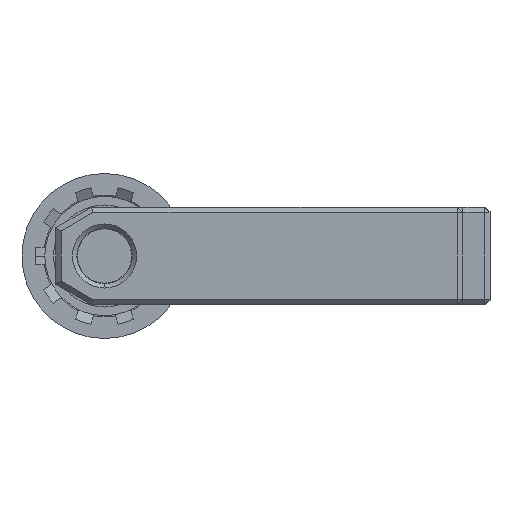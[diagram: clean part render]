
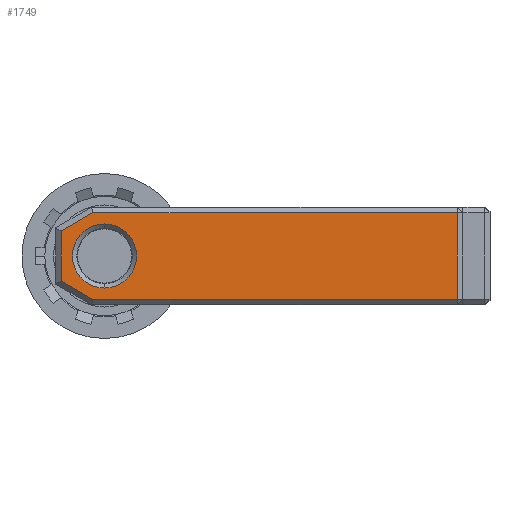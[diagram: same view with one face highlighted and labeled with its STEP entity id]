
A CAD part, left-side view. The second image highlights one B-rep face of the part: STEP entity #1749.
In plain terms, the highlighted planar face has unit normal (-1, 0, 0).
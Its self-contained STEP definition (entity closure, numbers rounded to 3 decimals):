
#150 = CARTESIAN_POINT ( 'NONE',  ( -93.837, -17., 8.5 ) ) ;
#223 = LINE ( 'NONE', #6522, #13036 ) ;
#309 = CIRCLE ( 'NONE', #6466, 2.95 ) ;
#376 = EDGE_LOOP ( 'NONE', ( #8538, #608 ) ) ;
#608 = ORIENTED_EDGE ( 'NONE', *, *, #1884, .T. ) ;
#804 = CARTESIAN_POINT ( 'NONE',  ( -93.837, 15.5, 4.5 ) ) ;
#999 = VECTOR ( 'NONE', #4753, 1000. ) ;
#1061 = VERTEX_POINT ( 'NONE', #13029 ) ;
#1384 = VECTOR ( 'NONE', #7778, 1000. ) ;
#1696 = CARTESIAN_POINT ( 'NONE',  ( -93.837, 16.572, 0.5 ) ) ;
#1749 = ADVANCED_FACE ( 'NONE', ( #13743, #11620 ), #1822, .F. ) ;
#1808 = VERTEX_POINT ( 'NONE', #6904 ) ;
#1818 = VERTEX_POINT ( 'NONE', #1696 ) ;
#1822 = PLANE ( 'NONE',  #7148 ) ;
#1884 = EDGE_CURVE ( 'NONE', #1899, #1808, #309, .T. ) ;
#1899 = VERTEX_POINT ( 'NONE', #6085 ) ;
#2536 = CARTESIAN_POINT ( 'NONE',  ( -93.837, -17., 9. ) ) ;
#2734 = DIRECTION ( 'NONE',  ( 1., 0., 0. ) ) ;
#2874 = EDGE_CURVE ( 'NONE', #13237, #13097, #13741, .T. ) ;
#2884 = CARTESIAN_POINT ( 'NONE',  ( -93.837, -17.5, 9. ) ) ;
#2938 = DIRECTION ( 'NONE',  ( 0., 1., 0. ) ) ;
#3400 = CARTESIAN_POINT ( 'NONE',  ( -93.837, 16.456, 0.433 ) ) ;
#3857 = DIRECTION ( 'NONE',  ( 0., 1., 0. ) ) ;
#3927 = DIRECTION ( 'NONE',  ( 1., 0., 0. ) ) ;
#4058 = ORIENTED_EDGE ( 'NONE', *, *, #2874, .T. ) ;
#4753 = DIRECTION ( 'NONE',  ( 0., 0., 1. ) ) ;
#5044 = CARTESIAN_POINT ( 'NONE',  ( -93.837, 15.5, 4.5 ) ) ;
#5237 = CARTESIAN_POINT ( 'NONE',  ( -93.837, -17.5, 8.5 ) ) ;
#5436 = EDGE_CURVE ( 'NONE', #1818, #1061, #11729, .T. ) ;
#5443 = DIRECTION ( 'NONE',  ( 0., 0., -1. ) ) ;
#5587 = VECTOR ( 'NONE', #14129, 1000. ) ;
#6085 = CARTESIAN_POINT ( 'NONE',  ( -93.837, 15.5, 1.55 ) ) ;
#6147 = CARTESIAN_POINT ( 'NONE',  ( -93.837, 16.572, 8.5 ) ) ;
#6234 = DIRECTION ( 'NONE',  ( 0., 1., 0. ) ) ;
#6466 = AXIS2_PLACEMENT_3D ( 'NONE', #5044, #3927, #3857 ) ;
#6522 = CARTESIAN_POINT ( 'NONE',  ( -93.837, 19.5, 1.902 ) ) ;
#6808 = VERTEX_POINT ( 'NONE', #9544 ) ;
#6865 = EDGE_LOOP ( 'NONE', ( #11933, #12734, #12542, #10306, #4058, #7604 ) ) ;
#6904 = CARTESIAN_POINT ( 'NONE',  ( -93.837, 15.5, 7.45 ) ) ;
#7148 = AXIS2_PLACEMENT_3D ( 'NONE', #2884, #2734, #6234 ) ;
#7604 = ORIENTED_EDGE ( 'NONE', *, *, #10564, .T. ) ;
#7778 = DIRECTION ( 'NONE',  ( 0., -0.866, -0.5 ) ) ;
#7836 = DIRECTION ( 'NONE',  ( 0., 0.866, -0.5 ) ) ;
#7886 = VECTOR ( 'NONE', #10548, 1000. ) ;
#8538 = ORIENTED_EDGE ( 'NONE', *, *, #9474, .T. ) ;
#8982 = LINE ( 'NONE', #2536, #999 ) ;
#9049 = LINE ( 'NONE', #10125, #11573 ) ;
#9117 = EDGE_CURVE ( 'NONE', #1061, #13237, #8982, .T. ) ;
#9474 = EDGE_CURVE ( 'NONE', #1808, #1899, #12651, .T. ) ;
#9544 = CARTESIAN_POINT ( 'NONE',  ( -93.837, 19.5, 6.809 ) ) ;
#9717 = LINE ( 'NONE', #3400, #1384 ) ;
#9798 = CARTESIAN_POINT ( 'NONE',  ( -93.837, -17.5, 0.5 ) ) ;
#9934 = AXIS2_PLACEMENT_3D ( 'NONE', #804, #12678, #2938 ) ;
#10125 = CARTESIAN_POINT ( 'NONE',  ( -93.837, 19.75, 6.665 ) ) ;
#10306 = ORIENTED_EDGE ( 'NONE', *, *, #9117, .T. ) ;
#10548 = DIRECTION ( 'NONE',  ( 0., 1., 0. ) ) ;
#10564 = EDGE_CURVE ( 'NONE', #13097, #6808, #9049, .T. ) ;
#11573 = VECTOR ( 'NONE', #7836, 1000. ) ;
#11620 = FACE_OUTER_BOUND ( 'NONE', #6865, .T. ) ;
#11729 = LINE ( 'NONE', #9798, #5587 ) ;
#11933 = ORIENTED_EDGE ( 'NONE', *, *, #12791, .T. ) ;
#12434 = EDGE_CURVE ( 'NONE', #13658, #1818, #9717, .T. ) ;
#12542 = ORIENTED_EDGE ( 'NONE', *, *, #5436, .T. ) ;
#12651 = CIRCLE ( 'NONE', #9934, 2.95 ) ;
#12678 = DIRECTION ( 'NONE',  ( 1., 0., 0. ) ) ;
#12734 = ORIENTED_EDGE ( 'NONE', *, *, #12434, .T. ) ;
#12791 = EDGE_CURVE ( 'NONE', #6808, #13658, #223, .T. ) ;
#13029 = CARTESIAN_POINT ( 'NONE',  ( -93.837, -17., 0.5 ) ) ;
#13036 = VECTOR ( 'NONE', #5443, 1000. ) ;
#13061 = CARTESIAN_POINT ( 'NONE',  ( -93.837, 19.5, 2.191 ) ) ;
#13097 = VERTEX_POINT ( 'NONE', #6147 ) ;
#13237 = VERTEX_POINT ( 'NONE', #150 ) ;
#13658 = VERTEX_POINT ( 'NONE', #13061 ) ;
#13741 = LINE ( 'NONE', #5237, #7886 ) ;
#13743 = FACE_BOUND ( 'NONE', #376, .T. ) ;
#14129 = DIRECTION ( 'NONE',  ( 0., -1., 0. ) ) ;
